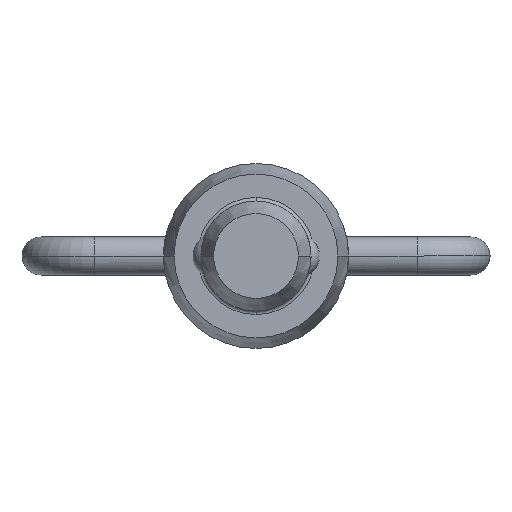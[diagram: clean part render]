
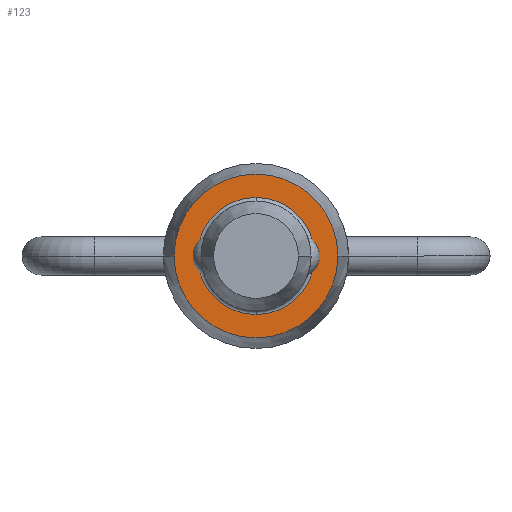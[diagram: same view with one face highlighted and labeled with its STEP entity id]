
A CAD part, front view. The second image highlights one B-rep face of the part: STEP entity #123.
In plain terms, the highlighted planar face has unit normal (0, -1, 0).
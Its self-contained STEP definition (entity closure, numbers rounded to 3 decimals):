
#123=ADVANCED_FACE('',(#253,#254),#255,.T.);
#253=FACE_OUTER_BOUND('',#386,.T.);
#254=FACE_BOUND('',#387,.T.);
#255=PLANE('',#388);
#386=EDGE_LOOP('',(#683,#684));
#387=EDGE_LOOP('',(#685,#686,#687));
#388=AXIS2_PLACEMENT_3D('',#688,#689,#690);
#683=ORIENTED_EDGE('',*,*,#910,.T.);
#684=ORIENTED_EDGE('',*,*,#903,.T.);
#685=ORIENTED_EDGE('',*,*,#911,.T.);
#686=ORIENTED_EDGE('',*,*,#912,.T.);
#687=ORIENTED_EDGE('',*,*,#913,.T.);
#688=CARTESIAN_POINT('',(-4.355,0.,0.0));
#689=DIRECTION('',(0.,-1.0,0.0));
#690=DIRECTION('',(1.0,0.,0.0));
#903=EDGE_CURVE('',#1104,#1102,#1105,.T.);
#910=EDGE_CURVE('',#1102,#1104,#1112,.T.);
#911=EDGE_CURVE('',#1113,#1114,#1115,.T.);
#912=EDGE_CURVE('',#1114,#1116,#1117,.T.);
#913=EDGE_CURVE('',#1116,#1113,#1118,.T.);
#1102=VERTEX_POINT('',#1503);
#1104=VERTEX_POINT('',#1506);
#1105=CIRCLE('',#1507,4.722);
#1112=CIRCLE('',#1515,4.722);
#1113=VERTEX_POINT('',#1516);
#1114=VERTEX_POINT('',#1517);
#1115=CIRCLE('',#1518,3.375);
#1116=VERTEX_POINT('',#1519);
#1117=CIRCLE('',#1520,3.375);
#1118=CIRCLE('',#1521,3.375);
#1503=CARTESIAN_POINT('',(-4.722,0.0,0.0));
#1506=CARTESIAN_POINT('',(4.722,0.,0.));
#1507=AXIS2_PLACEMENT_3D('',#1716,#1717,#1718);
#1515=AXIS2_PLACEMENT_3D('',#1726,#1727,#1728);
#1516=CARTESIAN_POINT('',(-3.375,0.0,0.0));
#1517=CARTESIAN_POINT('',(0.,0.,3.375));
#1518=AXIS2_PLACEMENT_3D('',#1729,#1730,#1731);
#1519=CARTESIAN_POINT('',(0.,0.,-3.375));
#1520=AXIS2_PLACEMENT_3D('',#1732,#1733,#1734);
#1521=AXIS2_PLACEMENT_3D('',#1735,#1736,#1737);
#1716=CARTESIAN_POINT('',(0.,0.,0.));
#1717=DIRECTION('',(0.,-1.0,0.0));
#1718=DIRECTION('',(-1.0,0.,0.0));
#1726=CARTESIAN_POINT('',(0.,0.,0.));
#1727=DIRECTION('',(0.,-1.0,0.0));
#1728=DIRECTION('',(-1.0,0.,0.0));
#1729=CARTESIAN_POINT('',(0.,0.0,0.0));
#1730=DIRECTION('',(0.,1.0,0.0));
#1731=DIRECTION('',(-1.0,0.,0.0));
#1732=CARTESIAN_POINT('',(0.,0.0,0.0));
#1733=DIRECTION('',(0.,1.0,0.0));
#1734=DIRECTION('',(-1.0,0.,0.0));
#1735=CARTESIAN_POINT('',(0.,0.0,0.0));
#1736=DIRECTION('',(0.,1.0,0.0));
#1737=DIRECTION('',(-1.0,0.,0.0));
